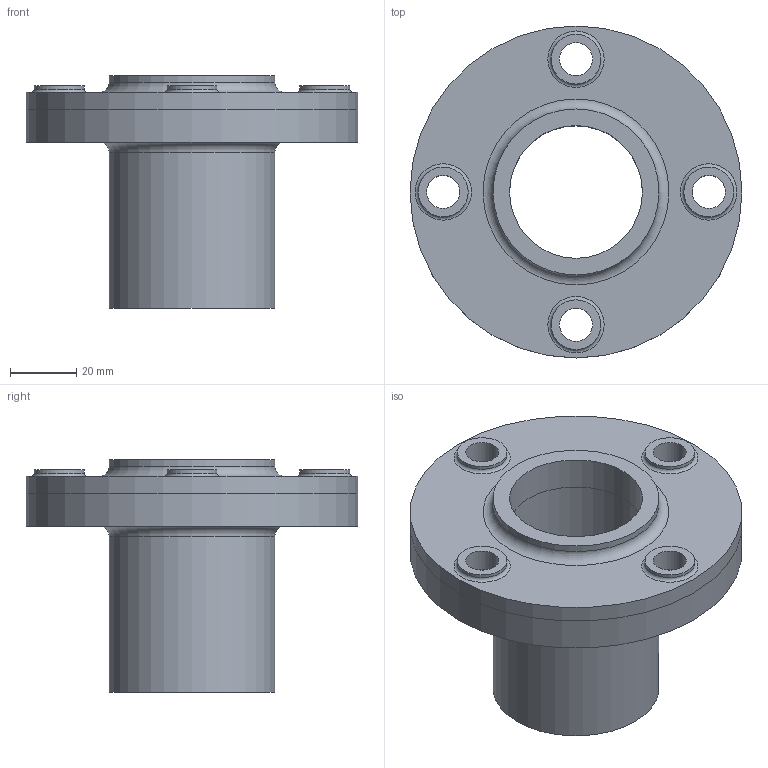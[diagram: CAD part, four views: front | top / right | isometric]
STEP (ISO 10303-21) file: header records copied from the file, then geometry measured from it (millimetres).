
FILE_DESCRIPTION( ( 'STEP Version 203' ), '1' );
FILE_NAME( ' ', '11/21/11 08:38:13', ( 'aho' ), ( ' ' ), 'PSStep 14.0', 'DesignModeler STEP Output', ' ' );
FILE_SCHEMA( ( 'AUTOMOTIVE_DESIGN { 1 0 10303 214 1 1 1 1 }' ) );
Length unit declared in the file: metre
Products named in the file (2): Flange; Mount
Bounding box: 100 x 100 x 70 mm (x, y, z)
Volume: 134182.4 mm3; surface area: 49381.4 mm2
Topology: 2 solids, 2 shells, 42 faces, 78 edges, 50 vertices
Faces by surface type: cylinder 22, plane 14, torus 6
Full cylindrical faces by diameter (mm): 10 x8, 15 x8, 40 x2, 50 x2, 100 x2
Entity records: 989 total; most frequent: DIRECTION 188, CARTESIAN_POINT 144, EDGE_LOOP 100, ORIENTED_EDGE 100, AXIS2_PLACEMENT_3D 94, FACE_OUTER_BOUND 70, EDGE_CURVE 50, VERTEX_POINT 50
